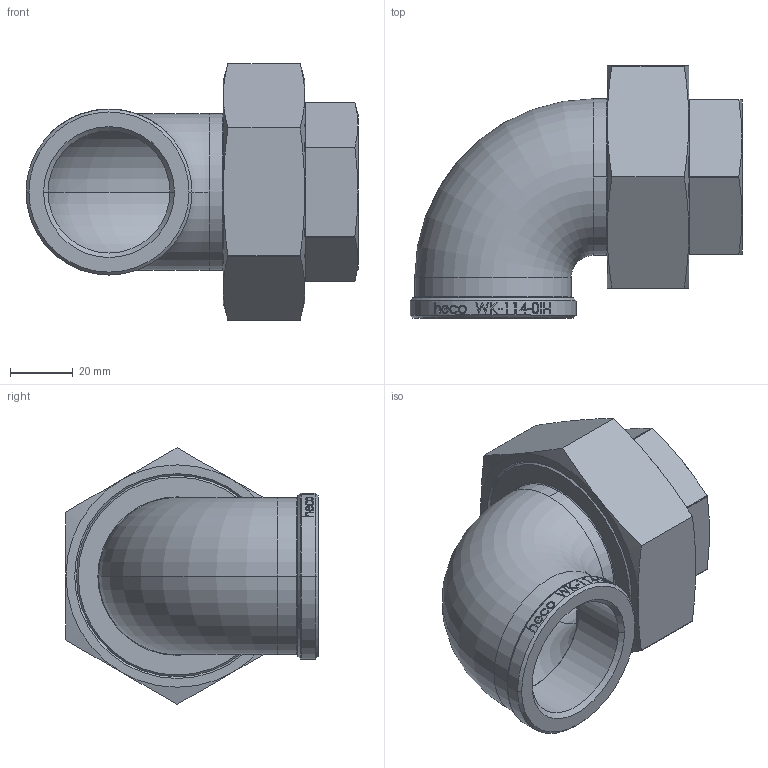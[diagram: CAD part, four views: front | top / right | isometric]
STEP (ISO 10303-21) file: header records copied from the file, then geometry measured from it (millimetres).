
FILE_DESCRIPTION (( 'STEP AP214' ), '1' );
FILE_NAME ('WK-114-0II-I heco.STEP', '2017-09-21T13:28:34', ( '' ), ( '' ), 'SwSTEP 2.0', 'SolidWorks 2016', '' );
FILE_SCHEMA (( 'AUTOMOTIVE_DESIGN' ));
Length unit declared in the file: millimetre
Products named in the file (1): WK-114-0II-I heco
Bounding box: 106 x 80.5 x 81.94 mm (x, y, z)
Volume: 126553.7 mm3; surface area: 42169.8 mm2
Topology: 1 solids, 1 shells, 275 faces, 681 edges, 437 vertices
Faces by surface type: plane 92, cylinder 70, bspline 63, cone 32, torus 18
Entity records: 16944 total; most frequent: CARTESIAN_POINT 9327, ORIENTED_EDGE 1362, DIRECTION 1045, EDGE_CURVE 681, VERTEX_POINT 437, AXIS2_PLACEMENT_3D 426, EDGE_LOOP 306, FACE_OUTER_BOUND 275
